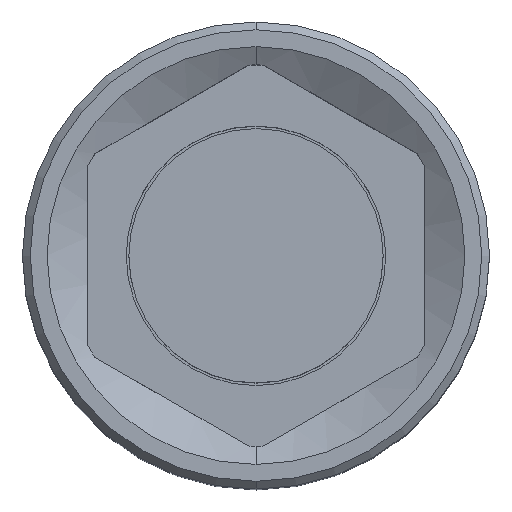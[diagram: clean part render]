
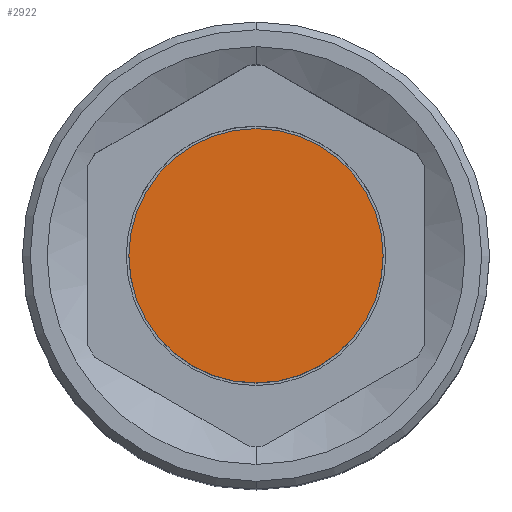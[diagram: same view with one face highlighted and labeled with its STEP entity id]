
A CAD part, top view. The second image highlights one B-rep face of the part: STEP entity #2922.
In plain terms, the highlighted planar face has unit normal (0, 0, 1).
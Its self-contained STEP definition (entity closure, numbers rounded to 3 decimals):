
#2875=CARTESIAN_POINT('',(0.,0.,44.));
#2876=DIRECTION('',(0.,0.,1.));
#2877=DIRECTION('',(1.,0.,0.));
#2878=AXIS2_PLACEMENT_3D('',#2875,#2876,#2877);
#2880=CARTESIAN_POINT('',(0.,0.,44.));
#2881=DIRECTION('',(0.,0.,1.));
#2882=DIRECTION('',(-1.,0.,0.));
#2883=AXIS2_PLACEMENT_3D('',#2880,#2881,#2882);
#2903=CARTESIAN_POINT('',(4.9,0.,44.));
#2904=CARTESIAN_POINT('',(-4.9,0.,44.));
#2905=VERTEX_POINT('',#2903);
#2906=VERTEX_POINT('',#2904);
#2911=CARTESIAN_POINT('',(0.,0.,44.));
#2912=DIRECTION('',(0.,0.,1.));
#2913=DIRECTION('',(1.,0.,0.));
#2914=AXIS2_PLACEMENT_3D('',#2911,#2912,#2913);
#2915=PLANE('',#2914);
#2917=ORIENTED_EDGE('',*,*,#2916,.F.);
#2919=ORIENTED_EDGE('',*,*,#2918,.F.);
#2920=EDGE_LOOP('',(#2917,#2919));
#2921=FACE_OUTER_BOUND('',#2920,.F.);
#2922=ADVANCED_FACE('',(#2921),#2915,.T.);
#2879=CIRCLE('',#2878,4.9);
#2884=CIRCLE('',#2883,4.9);
#2916=EDGE_CURVE('',#2905,#2906,#2879,.T.);
#2918=EDGE_CURVE('',#2906,#2905,#2884,.T.);
